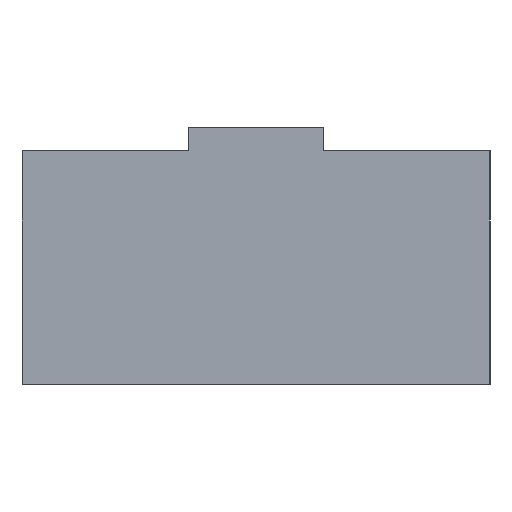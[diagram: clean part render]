
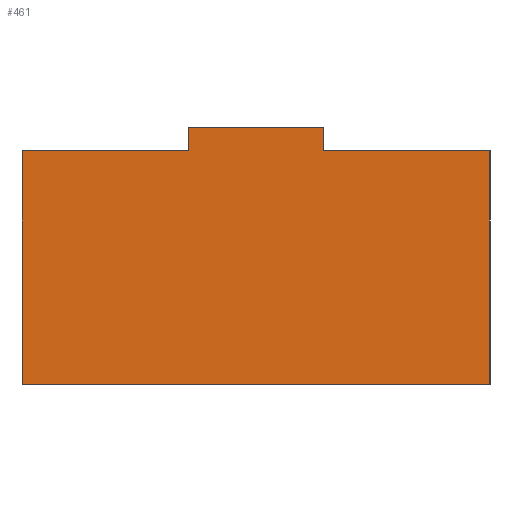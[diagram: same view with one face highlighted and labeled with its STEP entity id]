
A CAD part, left-side view. The second image highlights one B-rep face of the part: STEP entity #461.
In plain terms, the highlighted planar face has unit normal (-1, 0, 0).
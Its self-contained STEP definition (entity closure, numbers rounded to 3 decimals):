
#50 = CARTESIAN_POINT ( 'NONE',  ( -24., -10., 10. ) ) ;
#51 = DIRECTION ( 'NONE',  ( 0., -1., 0. ) ) ;
#52 = LINE ( 'NONE', #55, #409 ) ;
#55 = CARTESIAN_POINT ( 'NONE',  ( -24., -10., 0. ) ) ;
#56 = DIRECTION ( 'NONE',  ( 0., -1., 0. ) ) ;
#57 = LINE ( 'NONE', #58, #416 ) ;
#58 = CARTESIAN_POINT ( 'NONE',  ( -24., 10., 10. ) ) ;
#59 = DIRECTION ( 'NONE',  ( 0., 0., -1. ) ) ;
#69 = LINE ( 'NONE', #73, #413 ) ;
#73 = CARTESIAN_POINT ( 'NONE',  ( -24., -2.9, 11. ) ) ;
#74 = DIRECTION ( 'NONE',  ( 0., 0., -1. ) ) ;
#92 = LINE ( 'NONE', #50, #435 ) ;
#98 = DIRECTION ( 'NONE',  ( 1., 0., 0. ) ) ;
#103 = CARTESIAN_POINT ( 'NONE',  ( -24., -10., 10. ) ) ;
#155 = DIRECTION ( 'NONE',  ( 0., 0., -1. ) ) ;
#156 = PLANE ( 'NONE',  #430 ) ;
#158 = FACE_OUTER_BOUND ( 'NONE', #316, .T. ) ;
#165 = CARTESIAN_POINT ( 'NONE',  ( -24., -2.9, 11. ) ) ;
#166 = DIRECTION ( 'NONE',  ( 0., -1., 0. ) ) ;
#173 = CARTESIAN_POINT ( 'NONE',  ( -24., -10., 10. ) ) ;
#177 = DIRECTION ( 'NONE',  ( 0., -1., 0. ) ) ;
#201 = LINE ( 'NONE', #333, #437 ) ;
#207 = CARTESIAN_POINT ( 'NONE',  ( -24., 10., 0. ) ) ;
#209 = CARTESIAN_POINT ( 'NONE',  ( -24., -2.9, 11. ) ) ;
#212 = CARTESIAN_POINT ( 'NONE',  ( -24., -2.9, 10. ) ) ;
#213 = CARTESIAN_POINT ( 'NONE',  ( -24., 2.9, 11. ) ) ;
#215 = VERTEX_POINT ( 'NONE', #236 ) ;
#218 = VERTEX_POINT ( 'NONE', #220 ) ;
#220 = CARTESIAN_POINT ( 'NONE',  ( -24., 10., 10. ) ) ;
#222 = VERTEX_POINT ( 'NONE', #237 ) ;
#223 = VERTEX_POINT ( 'NONE', #240 ) ;
#225 = VERTEX_POINT ( 'NONE', #209 ) ;
#226 = VERTEX_POINT ( 'NONE', #213 ) ;
#227 = VERTEX_POINT ( 'NONE', #212 ) ;
#229 = VERTEX_POINT ( 'NONE', #207 ) ;
#236 = CARTESIAN_POINT ( 'NONE',  ( -24., -10., 0. ) ) ;
#237 = CARTESIAN_POINT ( 'NONE',  ( -24., -10., 10. ) ) ;
#240 = CARTESIAN_POINT ( 'NONE',  ( -24., 2.9, 10. ) ) ;
#248 = ORIENTED_EDGE ( 'NONE', *, *, #375, .T. ) ;
#249 = CARTESIAN_POINT ( 'NONE',  ( -24., 2.9, 11. ) ) ;
#255 = ORIENTED_EDGE ( 'NONE', *, *, #351, .T. ) ;
#256 = ORIENTED_EDGE ( 'NONE', *, *, #356, .F. ) ;
#296 = ORIENTED_EDGE ( 'NONE', *, *, #358, .F. ) ;
#316 = EDGE_LOOP ( 'NONE', ( #322, #319, #320, #318, #256, #255, #296, #248 ) ) ;
#318 = ORIENTED_EDGE ( 'NONE', *, *, #378, .F. ) ;
#319 = ORIENTED_EDGE ( 'NONE', *, *, #352, .F. ) ;
#320 = ORIENTED_EDGE ( 'NONE', *, *, #373, .F. ) ;
#322 = ORIENTED_EDGE ( 'NONE', *, *, #374, .T. ) ;
#332 = LINE ( 'NONE', #249, #434 ) ;
#333 = CARTESIAN_POINT ( 'NONE',  ( -24., -10., 10. ) ) ;
#338 = LINE ( 'NONE', #165, #405 ) ;
#340 = LINE ( 'NONE', #173, #432 ) ;
#342 = DIRECTION ( 'NONE',  ( 0., 0., -1. ) ) ;
#343 = DIRECTION ( 'NONE',  ( 0., 0., -1. ) ) ;
#351 = EDGE_CURVE ( 'NONE', #226, #223, #332, .T. ) ;
#352 = EDGE_CURVE ( 'NONE', #222, #215, #201, .T. ) ;
#356 = EDGE_CURVE ( 'NONE', #226, #225, #338, .T. ) ;
#358 = EDGE_CURVE ( 'NONE', #218, #223, #340, .T. ) ;
#373 = EDGE_CURVE ( 'NONE', #227, #222, #92, .T. ) ;
#374 = EDGE_CURVE ( 'NONE', #229, #215, #52, .T. ) ;
#375 = EDGE_CURVE ( 'NONE', #218, #229, #57, .T. ) ;
#378 = EDGE_CURVE ( 'NONE', #225, #227, #69, .T. ) ;
#405 = VECTOR ( 'NONE', #166, 1000. ) ;
#409 = VECTOR ( 'NONE', #56, 1000. ) ;
#413 = VECTOR ( 'NONE', #74, 1000. ) ;
#416 = VECTOR ( 'NONE', #59, 1000. ) ;
#430 = AXIS2_PLACEMENT_3D ( 'NONE', #103, #98, #155 ) ;
#432 = VECTOR ( 'NONE', #177, 1000. ) ;
#434 = VECTOR ( 'NONE', #343, 1000. ) ;
#435 = VECTOR ( 'NONE', #51, 1000. ) ;
#437 = VECTOR ( 'NONE', #342, 1000. ) ;
#461 = ADVANCED_FACE ( 'NONE', ( #158 ), #156, .F. ) ;
